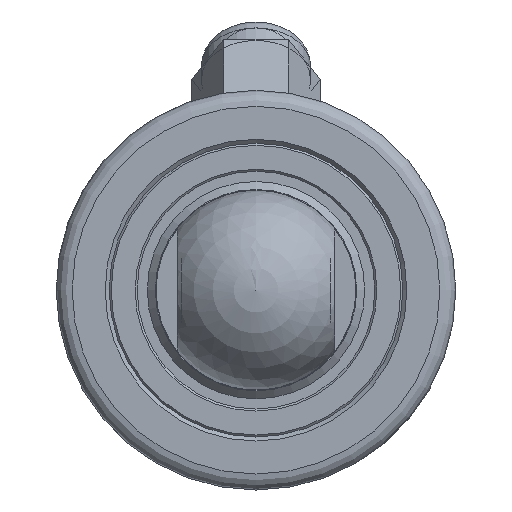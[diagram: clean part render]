
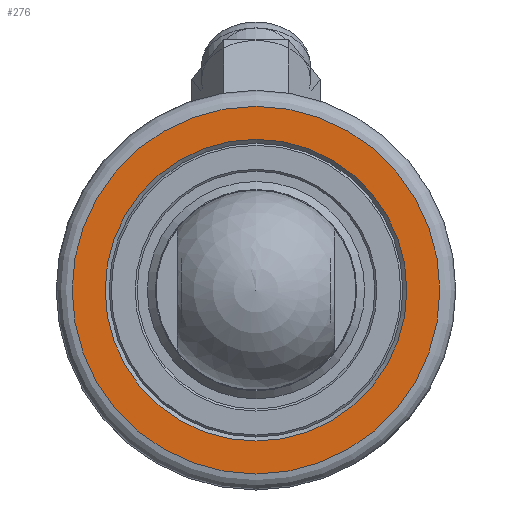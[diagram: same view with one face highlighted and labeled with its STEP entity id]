
A CAD part, left-side view. The second image highlights one B-rep face of the part: STEP entity #276.
In plain terms, the highlighted face is planar.
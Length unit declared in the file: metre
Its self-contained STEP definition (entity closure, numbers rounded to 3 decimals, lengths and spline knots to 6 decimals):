
#276 = ADVANCED_FACE( '', ( #506, #507 ), #508, .T. );
#506 = FACE_BOUND( '', #718, .T. );
#507 = FACE_OUTER_BOUND( '', #719, .T. );
#508 = PLANE( '', #720 );
#718 = EDGE_LOOP( '', ( #1062 ) );
#719 = EDGE_LOOP( '', ( #1063 ) );
#720 = AXIS2_PLACEMENT_3D( '', #1064, #1065, #1066 );
#1062 = ORIENTED_EDGE( '', *, *, #1272, .T. );
#1063 = ORIENTED_EDGE( '', *, *, #1273, .T. );
#1064 = CARTESIAN_POINT( '', ( 0.0025, 0., 0. ) );
#1065 = DIRECTION( '', ( 1., 0., 0. ) );
#1066 = DIRECTION( '', ( 0., 1., 0. ) );
#1272 = EDGE_CURVE( '', #1469, #1469, #1470, .F. );
#1273 = EDGE_CURVE( '', #1471, #1471, #1472, .T. );
#1469 = VERTEX_POINT( '', #1863 );
#1470 = CIRCLE( '', #1864, 0.018875 );
#1471 = VERTEX_POINT( '', #1865 );
#1472 = CIRCLE( '', #1866, 0.023 );
#1863 = CARTESIAN_POINT( '', ( 0.0025, 0., -0.018875 ) );
#1864 = AXIS2_PLACEMENT_3D( '', #2042, #2043, #2044 );
#1865 = CARTESIAN_POINT( '', ( 0.0025, 0., -0.023 ) );
#1866 = AXIS2_PLACEMENT_3D( '', #2045, #2046, #2047 );
#2042 = CARTESIAN_POINT( '', ( 0.0025, 0., 0. ) );
#2043 = DIRECTION( '', ( 1., 0., 0. ) );
#2044 = DIRECTION( '', ( 0., 0., -1. ) );
#2045 = CARTESIAN_POINT( '', ( 0.0025, 0., 0. ) );
#2046 = DIRECTION( '', ( 1., 0., 0. ) );
#2047 = DIRECTION( '', ( 0., 0., -1. ) );
